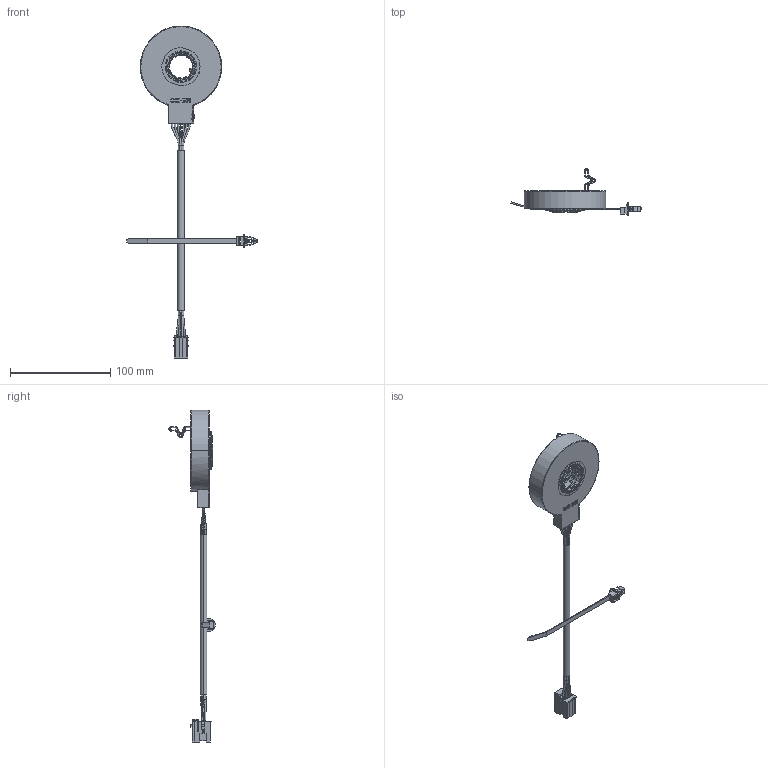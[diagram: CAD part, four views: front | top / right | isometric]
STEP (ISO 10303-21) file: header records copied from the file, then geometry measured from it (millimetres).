
FILE_DESCRIPTION((''),'2;1');
FILE_NAME('SX-4300A_SW0003','2017-02-28T08:26:25',('bmozley'),(''),'CREO PARAMETRIC BY PTC INC, 2016390','CREO PARAMETRIC BY PTC INC, 2016390','');
FILE_SCHEMA(('CONFIG_CONTROL_DESIGN'));
Length unit declared in the file: inch
Products named in the file (1): SX-4300A_SW0003
Bounding box: 130.4 x 46.7 x 331.5 mm (x, y, z)
Volume: 97890.3 mm3; surface area: 37644 mm2
Topology: 4 solids, 4 shells, 2641 faces, 7301 edges, 4648 vertices
Faces by surface type: plane 1283, cylinder 849, bspline 177, torus 134, cone 126, sphere 72
Entity records: 99685 total; most frequent: CARTESIAN_POINT 33400, ORIENTED_EDGE 14574, DIRECTION 13097, EDGE_CURVE 7287, VERTEX_POINT 4648, AXIS2_PLACEMENT_3D 4587, VECTOR 3923, LINE 3923
